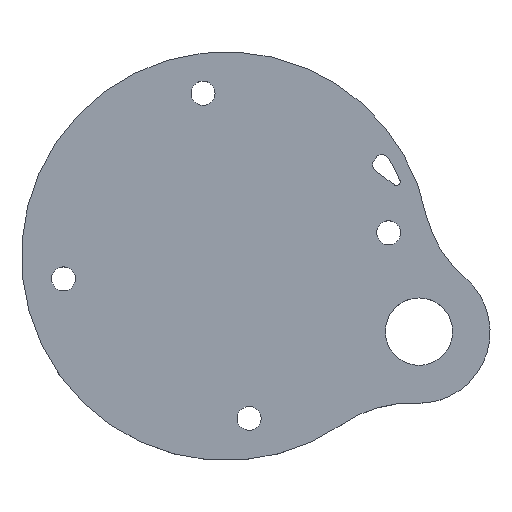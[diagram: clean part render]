
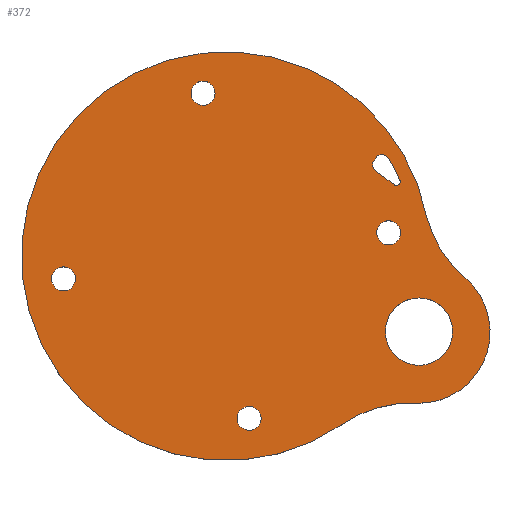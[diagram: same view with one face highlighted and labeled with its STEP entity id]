
A CAD part, top view. The second image highlights one B-rep face of the part: STEP entity #372.
In plain terms, the highlighted planar face has unit normal (0, 0, 1).
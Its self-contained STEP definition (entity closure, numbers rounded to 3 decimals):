
#15=FACE_BOUND('',#68,.T.);
#16=FACE_BOUND('',#69,.T.);
#17=FACE_BOUND('',#70,.T.);
#18=FACE_BOUND('',#71,.T.);
#19=FACE_BOUND('',#72,.T.);
#20=FACE_BOUND('',#73,.T.);
#29=PLANE('',#435);
#48=FACE_OUTER_BOUND('',#67,.T.);
#67=EDGE_LOOP('',(#306,#307,#308,#309,#310,#311));
#68=EDGE_LOOP('',(#312));
#69=EDGE_LOOP('',(#313));
#70=EDGE_LOOP('',(#314));
#71=EDGE_LOOP('',(#315,#316,#317,#318,#319,#320));
#72=EDGE_LOOP('',(#321));
#73=EDGE_LOOP('',(#322));
#86=LINE('',#584,#107);
#90=LINE('',#596,#111);
#107=VECTOR('',#464,10.);
#111=VECTOR('',#476,10.);
#123=CIRCLE('',#389,1.6);
#125=CIRCLE('',#392,1.6);
#128=CIRCLE('',#396,1.);
#130=CIRCLE('',#400,1.);
#132=CIRCLE('',#404,0.5);
#134=CIRCLE('',#407,25.287);
#135=CIRCLE('',#409,1.6);
#137=CIRCLE('',#412,1.6);
#139=CIRCLE('',#415,4.5);
#142=CIRCLE('',#419,16.);
#144=CIRCLE('',#422,27.287);
#146=CIRCLE('',#425,1.);
#148=CIRCLE('',#428,27.287);
#150=CIRCLE('',#431,16.);
#152=CIRCLE('',#434,9.515);
#153=VERTEX_POINT('',#560);
#155=VERTEX_POINT('',#566);
#159=VERTEX_POINT('',#575);
#160=VERTEX_POINT('',#577);
#162=VERTEX_POINT('',#583);
#164=VERTEX_POINT('',#589);
#166=VERTEX_POINT('',#595);
#168=VERTEX_POINT('',#601);
#169=VERTEX_POINT('',#608);
#171=VERTEX_POINT('',#614);
#173=VERTEX_POINT('',#620);
#177=VERTEX_POINT('',#629);
#178=VERTEX_POINT('',#631);
#180=VERTEX_POINT('',#637);
#182=VERTEX_POINT('',#643);
#184=VERTEX_POINT('',#649);
#186=VERTEX_POINT('',#655);
#187=EDGE_CURVE('',#153,#153,#123,.T.);
#190=EDGE_CURVE('',#155,#155,#125,.T.);
#195=EDGE_CURVE('',#160,#159,#128,.T.);
#198=EDGE_CURVE('',#162,#160,#86,.T.);
#201=EDGE_CURVE('',#164,#162,#130,.T.);
#204=EDGE_CURVE('',#166,#164,#90,.T.);
#207=EDGE_CURVE('',#168,#166,#132,.T.);
#210=EDGE_CURVE('',#159,#168,#134,.T.);
#211=EDGE_CURVE('',#169,#169,#135,.T.);
#214=EDGE_CURVE('',#171,#171,#137,.T.);
#217=EDGE_CURVE('',#173,#173,#139,.T.);
#222=EDGE_CURVE('',#178,#177,#142,.T.);
#225=EDGE_CURVE('',#180,#178,#144,.T.);
#228=EDGE_CURVE('',#182,#180,#146,.T.);
#231=EDGE_CURVE('',#184,#182,#148,.T.);
#234=EDGE_CURVE('',#186,#184,#150,.T.);
#237=EDGE_CURVE('',#177,#186,#152,.T.);
#306=ORIENTED_EDGE('',*,*,#237,.T.);
#307=ORIENTED_EDGE('',*,*,#234,.T.);
#308=ORIENTED_EDGE('',*,*,#231,.T.);
#309=ORIENTED_EDGE('',*,*,#228,.T.);
#310=ORIENTED_EDGE('',*,*,#225,.T.);
#311=ORIENTED_EDGE('',*,*,#222,.T.);
#312=ORIENTED_EDGE('',*,*,#217,.T.);
#313=ORIENTED_EDGE('',*,*,#214,.T.);
#314=ORIENTED_EDGE('',*,*,#211,.T.);
#315=ORIENTED_EDGE('',*,*,#210,.T.);
#316=ORIENTED_EDGE('',*,*,#207,.T.);
#317=ORIENTED_EDGE('',*,*,#204,.T.);
#318=ORIENTED_EDGE('',*,*,#201,.T.);
#319=ORIENTED_EDGE('',*,*,#198,.T.);
#320=ORIENTED_EDGE('',*,*,#195,.T.);
#321=ORIENTED_EDGE('',*,*,#190,.T.);
#322=ORIENTED_EDGE('',*,*,#187,.T.);
#372=ADVANCED_FACE('',(#48,#15,#16,#17,#18,#19,#20),#29,.T.);
#389=AXIS2_PLACEMENT_3D('',#561,#441,#442);
#392=AXIS2_PLACEMENT_3D('',#567,#448,#449);
#396=AXIS2_PLACEMENT_3D('',#578,#458,#459);
#400=AXIS2_PLACEMENT_3D('',#590,#470,#471);
#404=AXIS2_PLACEMENT_3D('',#602,#482,#483);
#407=AXIS2_PLACEMENT_3D('',#606,#489,#490);
#409=AXIS2_PLACEMENT_3D('',#609,#493,#494);
#412=AXIS2_PLACEMENT_3D('',#615,#500,#501);
#415=AXIS2_PLACEMENT_3D('',#621,#507,#508);
#419=AXIS2_PLACEMENT_3D('',#632,#517,#518);
#422=AXIS2_PLACEMENT_3D('',#638,#524,#525);
#425=AXIS2_PLACEMENT_3D('',#644,#531,#532);
#428=AXIS2_PLACEMENT_3D('',#650,#538,#539);
#431=AXIS2_PLACEMENT_3D('',#656,#545,#546);
#434=AXIS2_PLACEMENT_3D('',#660,#552,#553);
#435=AXIS2_PLACEMENT_3D('',#661,#554,#555);
#441=DIRECTION('center_axis',(0.,0.,-1.));
#442=DIRECTION('ref_axis',(1.,0.,0.));
#448=DIRECTION('center_axis',(0.,0.,-1.));
#449=DIRECTION('ref_axis',(1.,0.,0.));
#458=DIRECTION('center_axis',(0.,0.,-1.));
#459=DIRECTION('ref_axis',(0.856,0.517,0.));
#464=DIRECTION('',(0.601,0.8,0.));
#470=DIRECTION('center_axis',(0.,0.,-1.));
#471=DIRECTION('ref_axis',(-0.8,0.601,0.));
#476=DIRECTION('',(-0.8,0.6,0.));
#482=DIRECTION('center_axis',(0.,0.,-1.));
#483=DIRECTION('ref_axis',(-0.6,-0.8,0.));
#489=DIRECTION('center_axis',(0.,0.,-1.));
#490=DIRECTION('ref_axis',(0.916,0.4,0.));
#493=DIRECTION('center_axis',(0.,0.,-1.));
#494=DIRECTION('ref_axis',(1.,0.,0.));
#500=DIRECTION('center_axis',(0.,0.,-1.));
#501=DIRECTION('ref_axis',(1.,0.,0.));
#507=DIRECTION('center_axis',(0.,0.,-1.));
#508=DIRECTION('ref_axis',(1.,0.,0.));
#517=DIRECTION('center_axis',(0.,0.,-1.));
#518=DIRECTION('ref_axis',(0.044,0.999,0.));
#524=DIRECTION('center_axis',(0.,0.,1.));
#525=DIRECTION('ref_axis',(0.569,-0.823,0.));
#531=DIRECTION('center_axis',(0.,0.,1.));
#532=DIRECTION('ref_axis',(0.075,0.997,0.));
#538=DIRECTION('center_axis',(0.,0.,1.));
#539=DIRECTION('ref_axis',(0.394,0.919,0.));
#545=DIRECTION('center_axis',(0.,0.,-1.));
#546=DIRECTION('ref_axis',(-0.968,-0.251,0.));
#552=DIRECTION('center_axis',(0.,0.,1.));
#553=DIRECTION('ref_axis',(0.648,0.762,0.));
#554=DIRECTION('center_axis',(0.,0.,1.));
#555=DIRECTION('ref_axis',(1.,0.,0.));
#560=CARTESIAN_POINT('',(-423.748,389.396,3.175));
#561=CARTESIAN_POINT('Origin',(-422.148,389.396,3.175));
#566=CARTESIAN_POINT('',(-448.525,408.026,3.175));
#567=CARTESIAN_POINT('Origin',(-446.925,408.026,3.175));
#575=CARTESIAN_POINT('',(-422.179,399.367,3.175));
#577=CARTESIAN_POINT('',(-423.835,399.451,3.175));
#578=CARTESIAN_POINT('Origin',(-423.035,398.851,3.175));
#583=CARTESIAN_POINT('',(-424.106,399.09,3.175));
#584=CARTESIAN_POINT('',(-423.835,399.451,3.175));
#589=CARTESIAN_POINT('',(-423.907,397.689,3.175));
#590=CARTESIAN_POINT('Origin',(-423.307,398.489,3.175));
#595=CARTESIAN_POINT('',(-421.411,395.817,3.175));
#596=CARTESIAN_POINT('',(-423.907,397.689,3.175));
#601=CARTESIAN_POINT('',(-420.653,396.417,3.175));
#602=CARTESIAN_POINT('Origin',(-421.111,396.217,3.175));
#606=CARTESIAN_POINT('Origin',(-443.827,386.298,3.175));
#608=CARTESIAN_POINT('',(-442.378,364.619,3.175));
#609=CARTESIAN_POINT('Origin',(-440.778,364.619,3.175));
#614=CARTESIAN_POINT('',(-467.155,383.249,3.175));
#615=CARTESIAN_POINT('Origin',(-465.555,383.249,3.175));
#620=CARTESIAN_POINT('',(-422.601,376.204,3.175));
#621=CARTESIAN_POINT('Origin',(-418.101,376.204,3.175));
#629=CARTESIAN_POINT('',(-418.555,366.647,3.175));
#631=CARTESIAN_POINT('',(-428.362,363.826,3.175));
#632=CARTESIAN_POINT('Origin',(-419.266,350.663,3.175));
#637=CARTESIAN_POINT('',(-433.214,411.391,3.175));
#638=CARTESIAN_POINT('Origin',(-443.875,386.273,3.175));
#643=CARTESIAN_POINT('',(-433.122,411.379,3.175));
#644=CARTESIAN_POINT('Origin',(-433.289,410.394,3.175));
#649=CARTESIAN_POINT('',(-417.091,391.573,3.175));
#650=CARTESIAN_POINT('Origin',(-443.862,386.296,3.175));
#655=CARTESIAN_POINT('',(-411.969,383.4,3.175));
#656=CARTESIAN_POINT('Origin',(-401.603,395.588,3.175));
#660=CARTESIAN_POINT('Origin',(-418.133,376.152,3.175));
#661=CARTESIAN_POINT('Origin',(-439.89,386.273,3.175));
